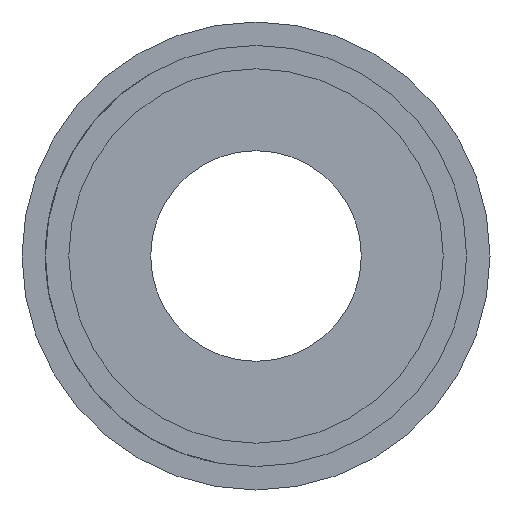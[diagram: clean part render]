
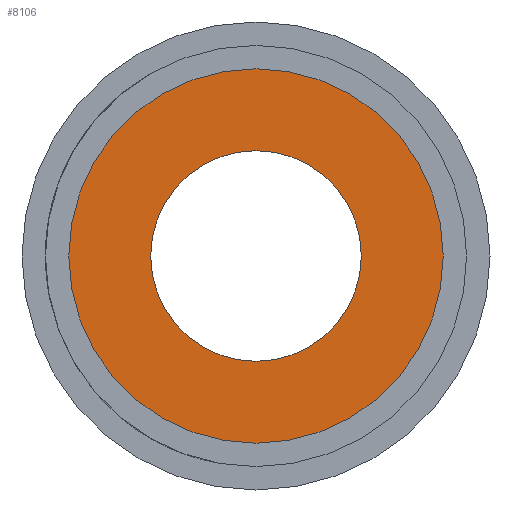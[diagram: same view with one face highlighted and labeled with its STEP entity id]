
A CAD part, left-side view. The second image highlights one B-rep face of the part: STEP entity #8106.
In plain terms, the highlighted planar face has unit normal (-1, 0, 0).
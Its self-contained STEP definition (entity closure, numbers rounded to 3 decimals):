
#343 = CARTESIAN_POINT ( 'NONE',  ( 0., 0., -8. ) ) ;
#413 = DIRECTION ( 'NONE',  ( 0., 0., 1. ) ) ;
#512 = CARTESIAN_POINT ( 'NONE',  ( 0., 0., 0. ) ) ;
#538 = CARTESIAN_POINT ( 'NONE',  ( 0., 0., 0. ) ) ;
#881 = CIRCLE ( 'NONE', #1030, 8. ) ;
#913 = EDGE_CURVE ( 'NONE', #1433, #7409, #2301, .T. ) ;
#953 = CARTESIAN_POINT ( 'NONE',  ( 0., 0., 4.5 ) ) ;
#1030 = AXIS2_PLACEMENT_3D ( 'NONE', #538, #3264, #3898 ) ;
#1224 = DIRECTION ( 'NONE',  ( -1., 0., 0. ) ) ;
#1238 = EDGE_LOOP ( 'NONE', ( #8383, #5124 ) ) ;
#1433 = VERTEX_POINT ( 'NONE', #4917 ) ;
#1462 = DIRECTION ( 'NONE',  ( -1., 0., 0. ) ) ;
#1478 = CIRCLE ( 'NONE', #8166, 8. ) ;
#1742 = EDGE_CURVE ( 'NONE', #7409, #1433, #6577, .T. ) ;
#1848 = DIRECTION ( 'NONE',  ( 0., 0., 1. ) ) ;
#2301 = CIRCLE ( 'NONE', #6436, 4.5 ) ;
#2598 = EDGE_CURVE ( 'NONE', #8557, #5037, #881, .T. ) ;
#3261 = FACE_BOUND ( 'NONE', #1238, .T. ) ;
#3264 = DIRECTION ( 'NONE',  ( -1., 0., 0. ) ) ;
#3421 = DIRECTION ( 'NONE',  ( -1., 0., 0. ) ) ;
#3898 = DIRECTION ( 'NONE',  ( 0., 0., 1. ) ) ;
#4764 = EDGE_LOOP ( 'NONE', ( #8817, #4786 ) ) ;
#4786 = ORIENTED_EDGE ( 'NONE', *, *, #6901, .T. ) ;
#4917 = CARTESIAN_POINT ( 'NONE',  ( 0., 0., -4.5 ) ) ;
#5037 = VERTEX_POINT ( 'NONE', #343 ) ;
#5124 = ORIENTED_EDGE ( 'NONE', *, *, #913, .F. ) ;
#5147 = PLANE ( 'NONE',  #7313 ) ;
#5193 = FACE_OUTER_BOUND ( 'NONE', #4764, .T. ) ;
#5517 = DIRECTION ( 'NONE',  ( 0., 0., 1. ) ) ;
#5614 = DIRECTION ( 'NONE',  ( 0., 0., 1. ) ) ;
#5852 = CARTESIAN_POINT ( 'NONE',  ( 0., 0., 0. ) ) ;
#6271 = CARTESIAN_POINT ( 'NONE',  ( 0., 0., 0. ) ) ;
#6436 = AXIS2_PLACEMENT_3D ( 'NONE', #512, #1224, #1848 ) ;
#6577 = CIRCLE ( 'NONE', #8444, 4.5 ) ;
#6611 = DIRECTION ( 'NONE',  ( -1., 0., 0. ) ) ;
#6901 = EDGE_CURVE ( 'NONE', #5037, #8557, #1478, .T. ) ;
#7313 = AXIS2_PLACEMENT_3D ( 'NONE', #5852, #6611, #413 ) ;
#7409 = VERTEX_POINT ( 'NONE', #953 ) ;
#7414 = CARTESIAN_POINT ( 'NONE',  ( 0., 0., 8. ) ) ;
#7622 = CARTESIAN_POINT ( 'NONE',  ( 0., 0., 0. ) ) ;
#8106 = ADVANCED_FACE ( 'NONE', ( #3261, #5193 ), #5147, .T. ) ;
#8166 = AXIS2_PLACEMENT_3D ( 'NONE', #6271, #3421, #5517 ) ;
#8383 = ORIENTED_EDGE ( 'NONE', *, *, #1742, .F. ) ;
#8444 = AXIS2_PLACEMENT_3D ( 'NONE', #7622, #1462, #5614 ) ;
#8557 = VERTEX_POINT ( 'NONE', #7414 ) ;
#8817 = ORIENTED_EDGE ( 'NONE', *, *, #2598, .T. ) ;
